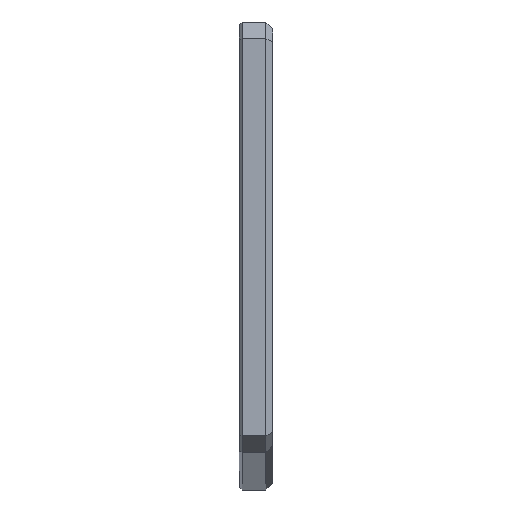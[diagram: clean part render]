
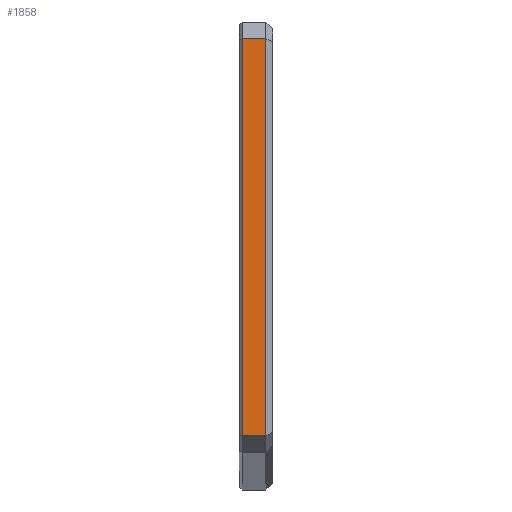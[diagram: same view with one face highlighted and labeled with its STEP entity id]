
A CAD part, front view. The second image highlights one B-rep face of the part: STEP entity #1858.
In plain terms, the highlighted planar face has unit normal (0, -1, 0).
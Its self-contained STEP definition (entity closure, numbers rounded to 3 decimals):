
#117=PLANE('',#2056);
#193=FACE_OUTER_BOUND('',#343,.T.);
#343=EDGE_LOOP('',(#1475,#1476,#1477,#1478));
#490=LINE('',#3021,#646);
#495=LINE('',#3031,#651);
#501=LINE('',#3042,#657);
#502=LINE('',#3043,#658);
#646=VECTOR('',#2428,10.);
#651=VECTOR('',#2437,10.);
#657=VECTOR('',#2449,10.);
#658=VECTOR('',#2450,10.);
#949=VERTEX_POINT('',#3018);
#950=VERTEX_POINT('',#3020);
#952=VERTEX_POINT('',#3028);
#953=VERTEX_POINT('',#3030);
#1135=EDGE_CURVE('',#949,#950,#490,.T.);
#1140=EDGE_CURVE('',#952,#953,#495,.T.);
#1146=EDGE_CURVE('',#949,#953,#501,.T.);
#1147=EDGE_CURVE('',#950,#952,#502,.F.);
#1475=ORIENTED_EDGE('',*,*,#1135,.F.);
#1476=ORIENTED_EDGE('',*,*,#1146,.T.);
#1477=ORIENTED_EDGE('',*,*,#1140,.F.);
#1478=ORIENTED_EDGE('',*,*,#1147,.F.);
#1858=ADVANCED_FACE('',(#193),#117,.T.);
#2056=AXIS2_PLACEMENT_3D('',#3041,#2447,#2448);
#2428=DIRECTION('',(0.,0.,1.));
#2437=DIRECTION('',(0.,0.,-1.));
#2447=DIRECTION('center_axis',(0.,-1.,0.));
#2448=DIRECTION('ref_axis',(0.,0.,-1.));
#2449=DIRECTION('',(1.,0.,0.));
#2450=DIRECTION('',(-1.,0.,0.));
#3018=CARTESIAN_POINT('',(700.,3.798,-241.64));
#3020=CARTESIAN_POINT('',(700.,3.798,-98.64));
#3021=CARTESIAN_POINT('',(700.,3.798,-138.515));
#3028=CARTESIAN_POINT('',(708.5,3.798,-98.64));
#3030=CARTESIAN_POINT('',(708.5,3.798,-241.64));
#3031=CARTESIAN_POINT('',(708.5,3.798,-138.515));
#3041=CARTESIAN_POINT('Origin',(699.,3.798,-100.14));
#3042=CARTESIAN_POINT('',(699.,3.798,-241.64));
#3043=CARTESIAN_POINT('',(699.,3.798,-98.64));
